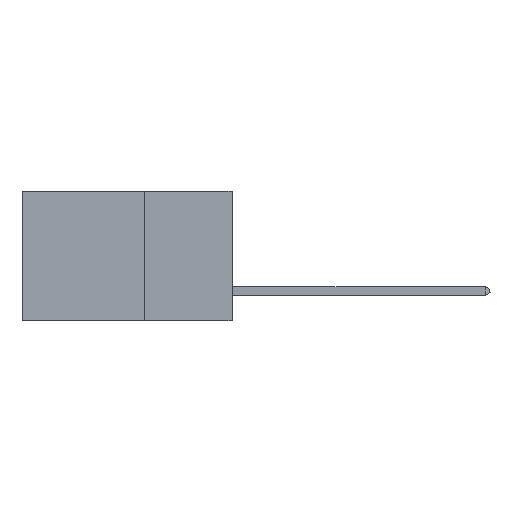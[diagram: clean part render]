
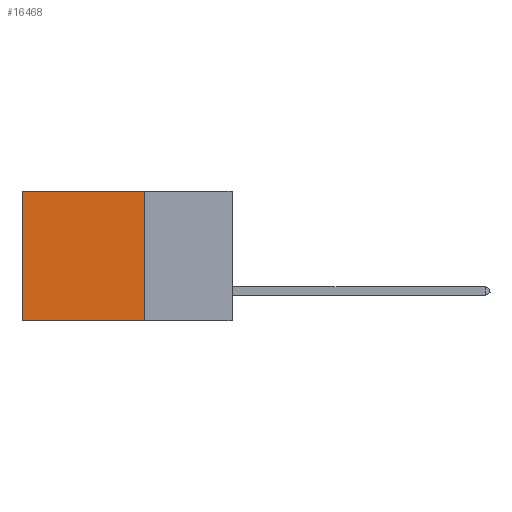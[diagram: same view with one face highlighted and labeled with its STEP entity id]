
A CAD part, left-side view. The second image highlights one B-rep face of the part: STEP entity #16468.
In plain terms, the highlighted planar face has unit normal (-1, 0, 0).
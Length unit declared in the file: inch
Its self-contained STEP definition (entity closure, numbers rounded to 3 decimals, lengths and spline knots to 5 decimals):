
#105 = EDGE_CURVE ( 'NONE', #16590, #18952, #22004, .T. ) ;
#251 = LINE ( 'NONE', #11519, #21928 ) ;
#382 = CARTESIAN_POINT ( 'NONE',  ( 0.2875, 0.25, -0.37 ) ) ;
#1460 = CARTESIAN_POINT ( 'NONE',  ( 0.2875, 0.25, 0. ) ) ;
#1822 = CARTESIAN_POINT ( 'NONE',  ( 0.2875, 0.25, 0. ) ) ;
#2250 = DIRECTION ( 'NONE',  ( 0., 1., 0. ) ) ;
#2561 = ORIENTED_EDGE ( 'NONE', *, *, #10509, .T. ) ;
#3098 = DIRECTION ( 'NONE',  ( 1., 0., 0. ) ) ;
#4185 = VECTOR ( 'NONE', #9796, 39.37008 ) ;
#4489 = EDGE_CURVE ( 'NONE', #19449, #7554, #13032, .T. ) ;
#6309 = FACE_OUTER_BOUND ( 'NONE', #8827, .T. ) ;
#6458 = VECTOR ( 'NONE', #2250, 39.37008 ) ;
#7554 = VERTEX_POINT ( 'NONE', #17758 ) ;
#8029 = CARTESIAN_POINT ( 'NONE',  ( 0.2875, 0.25, 0. ) ) ;
#8827 = EDGE_LOOP ( 'NONE', ( #2561, #19031, #9384, #13392 ) ) ;
#9384 = ORIENTED_EDGE ( 'NONE', *, *, #12037, .F. ) ;
#9568 = DIRECTION ( 'NONE',  ( 0., 0., -1. ) ) ;
#9796 = DIRECTION ( 'NONE',  ( 0., 1., 0. ) ) ;
#10509 = EDGE_CURVE ( 'NONE', #7554, #18952, #251, .T. ) ;
#10528 = AXIS2_PLACEMENT_3D ( 'NONE', #14873, #3098, #18280 ) ;
#11519 = CARTESIAN_POINT ( 'NONE',  ( 0.2875, 0.6, 0. ) ) ;
#12037 = EDGE_CURVE ( 'NONE', #19449, #16590, #21327, .T. ) ;
#13032 = LINE ( 'NONE', #8029, #4185 ) ;
#13392 = ORIENTED_EDGE ( 'NONE', *, *, #4489, .T. ) ;
#14873 = CARTESIAN_POINT ( 'NONE',  ( 0.2875, 0.25, 0. ) ) ;
#15924 = CARTESIAN_POINT ( 'NONE',  ( 0.2875, 0.6, -0.37 ) ) ;
#16468 = ADVANCED_FACE ( 'NONE', ( #6309 ), #21798, .F. ) ;
#16590 = VERTEX_POINT ( 'NONE', #20230 ) ;
#16799 = VECTOR ( 'NONE', #18482, 39.37008 ) ;
#17758 = CARTESIAN_POINT ( 'NONE',  ( 0.2875, 0.6, 0. ) ) ;
#18280 = DIRECTION ( 'NONE',  ( 0., 0., -1. ) ) ;
#18482 = DIRECTION ( 'NONE',  ( 0., 0., -1. ) ) ;
#18952 = VERTEX_POINT ( 'NONE', #15924 ) ;
#19031 = ORIENTED_EDGE ( 'NONE', *, *, #105, .F. ) ;
#19449 = VERTEX_POINT ( 'NONE', #1822 ) ;
#20230 = CARTESIAN_POINT ( 'NONE',  ( 0.2875, 0.25, -0.37 ) ) ;
#21327 = LINE ( 'NONE', #1460, #16799 ) ;
#21798 = PLANE ( 'NONE',  #10528 ) ;
#21928 = VECTOR ( 'NONE', #9568, 39.37008 ) ;
#22004 = LINE ( 'NONE', #382, #6458 ) ;
